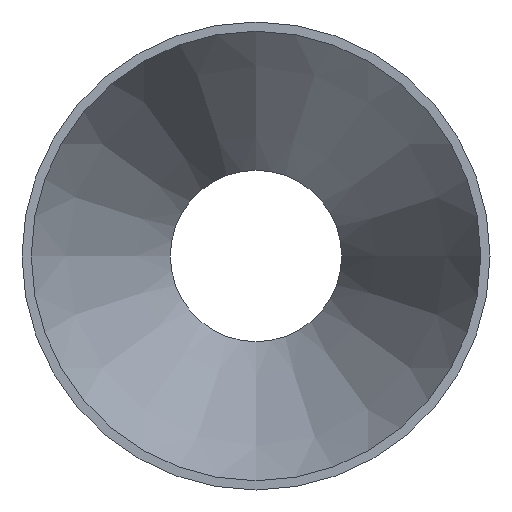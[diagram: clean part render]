
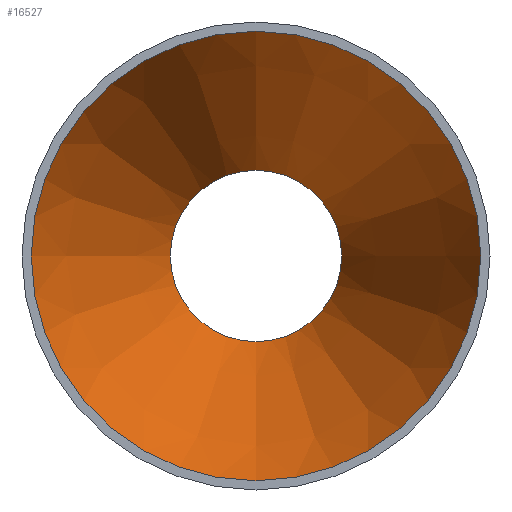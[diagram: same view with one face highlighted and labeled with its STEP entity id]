
A CAD part, front view. The second image highlights one B-rep face of the part: STEP entity #16527.
In plain terms, the highlighted conical face has half-angle 23.185 degrees and reference radius 105.199 mm.
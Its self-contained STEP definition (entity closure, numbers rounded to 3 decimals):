
#1296 = FACE_OUTER_BOUND ( 'NONE', #30850, .T. ) ;
#1525 = DIRECTION ( 'NONE',  ( 0., -1., 0. ) ) ;
#2011 = ORIENTED_EDGE ( 'NONE', *, *, #22635, .F. ) ;
#3456 = DIRECTION ( 'NONE',  ( 0., -1., 0. ) ) ;
#4180 = CIRCLE ( 'NONE', #13675, 40.099 ) ;
#5284 = CARTESIAN_POINT ( 'NONE',  ( 0., 0., -105.199 ) ) ;
#9756 = AXIS2_PLACEMENT_3D ( 'NONE', #33415, #28125, #16885 ) ;
#9763 = EDGE_CURVE ( 'NONE', #10529, #10529, #26408, .T. ) ;
#10529 = VERTEX_POINT ( 'NONE', #5284 ) ;
#11310 = AXIS2_PLACEMENT_3D ( 'NONE', #20074, #1525, #28359 ) ;
#11454 = CONICAL_SURFACE ( 'NONE', #9756, 105.199, 0.405 ) ;
#13675 = AXIS2_PLACEMENT_3D ( 'NONE', #22528, #3456, #32743 ) ;
#16487 = VERTEX_POINT ( 'NONE', #32118 ) ;
#16527 = ADVANCED_FACE ( 'NONE', ( #33055, #1296 ), #11454, .F. ) ;
#16885 = DIRECTION ( 'NONE',  ( 0., 0., -1. ) ) ;
#20074 = CARTESIAN_POINT ( 'NONE',  ( 0., 0., 0. ) ) ;
#20712 = ORIENTED_EDGE ( 'NONE', *, *, #9763, .T. ) ;
#22373 = EDGE_LOOP ( 'NONE', ( #2011 ) ) ;
#22528 = CARTESIAN_POINT ( 'NONE',  ( 0., 152., 0. ) ) ;
#22635 = EDGE_CURVE ( 'NONE', #16487, #16487, #4180, .T. ) ;
#26408 = CIRCLE ( 'NONE', #11310, 105.199 ) ;
#28125 = DIRECTION ( 'NONE',  ( 0., -1., 0. ) ) ;
#28359 = DIRECTION ( 'NONE',  ( 0., 0., -1. ) ) ;
#30850 = EDGE_LOOP ( 'NONE', ( #20712 ) ) ;
#32118 = CARTESIAN_POINT ( 'NONE',  ( 0., 152., -40.099 ) ) ;
#32743 = DIRECTION ( 'NONE',  ( 0., 0., -1. ) ) ;
#33055 = FACE_BOUND ( 'NONE', #22373, .T. ) ;
#33415 = CARTESIAN_POINT ( 'NONE',  ( 0., 0., 0. ) ) ;
